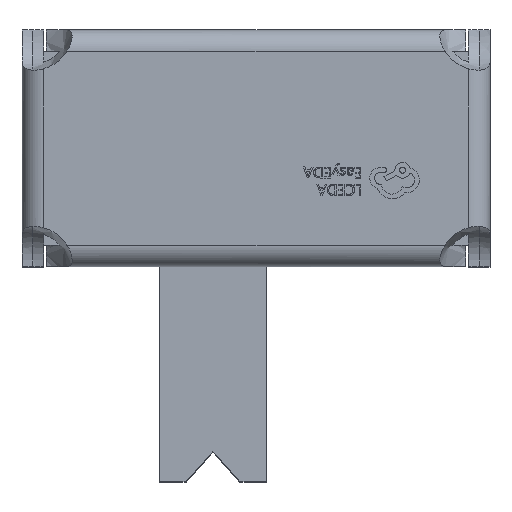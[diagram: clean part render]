
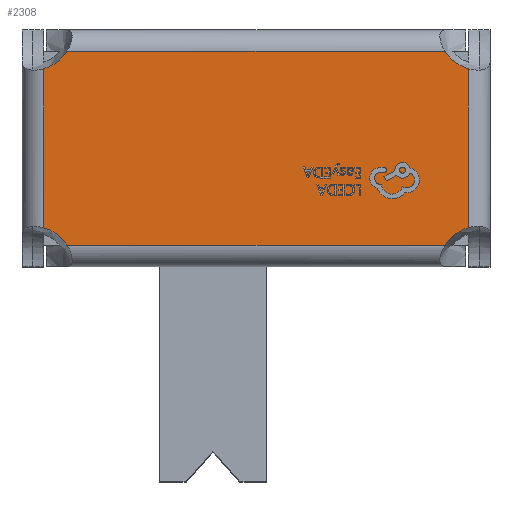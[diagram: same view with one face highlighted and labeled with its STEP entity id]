
A CAD part, top view. The second image highlights one B-rep face of the part: STEP entity #2308.
In plain terms, the highlighted planar face has unit normal (0, 0, 1).
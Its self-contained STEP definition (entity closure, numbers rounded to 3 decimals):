
#555 = VERTEX_POINT ( 'NONE', #15933 ) ;
#904 = ORIENTED_EDGE ( 'NONE', *, *, #16153, .T. ) ;
#1045 = CARTESIAN_POINT ( 'NONE',  ( 3.756, -1.508, 4.5 ) ) ;
#1095 = VERTEX_POINT ( 'NONE', #8622 ) ;
#1280 = DIRECTION ( 'NONE',  ( 0., 1., 0. ) ) ;
#1504 = LINE ( 'NONE', #6598, #3818 ) ;
#1953 = CARTESIAN_POINT ( 'NONE',  ( -3.531, -1.781, 4.5 ) ) ;
#2103 = LINE ( 'NONE', #7309, #12063 ) ;
#2308 = ADVANCED_FACE ( 'NONE', ( #5712 ), #12611, .T. ) ;
#2543 = CARTESIAN_POINT ( 'NONE',  ( -4.365, 2.219, 4.5 ) ) ;
#2678 = EDGE_CURVE ( 'NONE', #14230, #1095, #4234, .T. ) ;
#3818 = VECTOR ( 'NONE', #1280, 1000. ) ;
#3934 = EDGE_CURVE ( 'NONE', #16350, #11115, #19840, .T. ) ;
#4234 = B_SPLINE_CURVE_WITH_KNOTS ( 'NONE', 3,
 ( #9889, #21840, #9668, #11222 ),
 .UNSPECIFIED., .F., .F.,
 ( 4, 4 ),
 ( 0., 0.001 ),
 .UNSPECIFIED. ) ;
#5712 = FACE_OUTER_BOUND ( 'NONE', #22021, .T. ) ;
#5891 = DIRECTION ( 'NONE',  ( 1., 0., 0. ) ) ;
#5908 = EDGE_CURVE ( 'NONE', #17199, #555, #21811, .T. ) ;
#6245 = CARTESIAN_POINT ( 'NONE',  ( 3.935, -1.458, 4.5 ) ) ;
#6247 = ORIENTED_EDGE ( 'NONE', *, *, #5908, .T. ) ;
#6598 = CARTESIAN_POINT ( 'NONE',  ( -3.965, 2.219, 4.5 ) ) ;
#6632 = VECTOR ( 'NONE', #21221, 1000. ) ;
#6681 = ORIENTED_EDGE ( 'NONE', *, *, #17680, .F. ) ;
#7204 = DIRECTION ( 'NONE',  ( -1., 0., 0. ) ) ;
#7309 = CARTESIAN_POINT ( 'NONE',  ( -4.365, -1.781, 4.5 ) ) ;
#8026 = CARTESIAN_POINT ( 'NONE',  ( 3.6, 1.662, 4.5 ) ) ;
#8622 = CARTESIAN_POINT ( 'NONE',  ( -3.965, 1.496, 4.5 ) ) ;
#8897 = B_SPLINE_CURVE_WITH_KNOTS ( 'NONE', 3,
 ( #9959, #13197, #8026, #20433 ),
 .UNSPECIFIED., .F., .F.,
 ( 4, 4 ),
 ( 0., 0.001 ),
 .UNSPECIFIED. ) ;
#9149 = LINE ( 'NONE', #16030, #6632 ) ;
#9285 = ORIENTED_EDGE ( 'NONE', *, *, #20118, .F. ) ;
#9668 = CARTESIAN_POINT ( 'NONE',  ( -3.786, 1.546, 4.5 ) ) ;
#9765 = CARTESIAN_POINT ( 'NONE',  ( 3.501, -1.781, 4.5 ) ) ;
#9889 = CARTESIAN_POINT ( 'NONE',  ( -3.531, 1.819, 4.5 ) ) ;
#9959 = CARTESIAN_POINT ( 'NONE',  ( 3.935, 1.496, 4.5 ) ) ;
#10253 = CARTESIAN_POINT ( 'NONE',  ( -3.531, 1.819, 4.5 ) ) ;
#10328 = CARTESIAN_POINT ( 'NONE',  ( 3.935, 1.496, 4.5 ) ) ;
#11028 = CARTESIAN_POINT ( 'NONE',  ( -3.786, -1.508, 4.5 ) ) ;
#11115 = VERTEX_POINT ( 'NONE', #1953 ) ;
#11222 = CARTESIAN_POINT ( 'NONE',  ( -3.965, 1.496, 4.5 ) ) ;
#11610 = CARTESIAN_POINT ( 'NONE',  ( 3.501, 1.819, 4.5 ) ) ;
#12063 = VECTOR ( 'NONE', #7204, 1000. ) ;
#12078 = CARTESIAN_POINT ( 'NONE',  ( -3.965, -1.458, 4.5 ) ) ;
#12611 = PLANE ( 'NONE',  #17491 ) ;
#12659 = ORIENTED_EDGE ( 'NONE', *, *, #15180, .F. ) ;
#13051 = EDGE_CURVE ( 'NONE', #17199, #11115, #2103, .T. ) ;
#13126 = CARTESIAN_POINT ( 'NONE',  ( 3.6, -1.623, 4.5 ) ) ;
#13197 = CARTESIAN_POINT ( 'NONE',  ( 3.756, 1.546, 4.5 ) ) ;
#14057 = VECTOR ( 'NONE', #5891, 1000. ) ;
#14230 = VERTEX_POINT ( 'NONE', #10253 ) ;
#15180 = EDGE_CURVE ( 'NONE', #14230, #15460, #19791, .T. ) ;
#15460 = VERTEX_POINT ( 'NONE', #11610 ) ;
#15916 = ORIENTED_EDGE ( 'NONE', *, *, #3934, .T. ) ;
#15933 = CARTESIAN_POINT ( 'NONE',  ( 3.935, -1.458, 4.5 ) ) ;
#16030 = CARTESIAN_POINT ( 'NONE',  ( 3.935, 2.219, 4.5 ) ) ;
#16153 = EDGE_CURVE ( 'NONE', #22211, #15460, #8897, .T. ) ;
#16350 = VERTEX_POINT ( 'NONE', #20607 ) ;
#16690 = CARTESIAN_POINT ( 'NONE',  ( 3.501, -1.781, 4.5 ) ) ;
#17199 = VERTEX_POINT ( 'NONE', #16690 ) ;
#17491 = AXIS2_PLACEMENT_3D ( 'NONE', #2543, #19502, #17692 ) ;
#17680 = EDGE_CURVE ( 'NONE', #22211, #555, #9149, .T. ) ;
#17692 = DIRECTION ( 'NONE',  ( 1., 0., 0. ) ) ;
#17790 = CARTESIAN_POINT ( 'NONE',  ( -3.531, -1.781, 4.5 ) ) ;
#18116 = ORIENTED_EDGE ( 'NONE', *, *, #2678, .T. ) ;
#19260 = ORIENTED_EDGE ( 'NONE', *, *, #13051, .F. ) ;
#19502 = DIRECTION ( 'NONE',  ( 0., 0., 1. ) ) ;
#19791 = LINE ( 'NONE', #21159, #14057 ) ;
#19840 = B_SPLINE_CURVE_WITH_KNOTS ( 'NONE', 3,
 ( #12078, #11028, #22332, #17790 ),
 .UNSPECIFIED., .F., .F.,
 ( 4, 4 ),
 ( 0., 0.001 ),
 .UNSPECIFIED. ) ;
#20118 = EDGE_CURVE ( 'NONE', #16350, #1095, #1504, .T. ) ;
#20433 = CARTESIAN_POINT ( 'NONE',  ( 3.501, 1.819, 4.5 ) ) ;
#20607 = CARTESIAN_POINT ( 'NONE',  ( -3.965, -1.458, 4.5 ) ) ;
#21159 = CARTESIAN_POINT ( 'NONE',  ( -4.365, 1.819, 4.5 ) ) ;
#21221 = DIRECTION ( 'NONE',  ( 0., -1., 0. ) ) ;
#21811 = B_SPLINE_CURVE_WITH_KNOTS ( 'NONE', 3,
 ( #9765, #13126, #1045, #6245 ),
 .UNSPECIFIED., .F., .F.,
 ( 4, 4 ),
 ( 0., 0.001 ),
 .UNSPECIFIED. ) ;
#21840 = CARTESIAN_POINT ( 'NONE',  ( -3.63, 1.662, 4.5 ) ) ;
#22021 = EDGE_LOOP ( 'NONE', ( #9285, #15916, #19260, #6247, #6681, #904, #12659, #18116 ) ) ;
#22211 = VERTEX_POINT ( 'NONE', #10328 ) ;
#22332 = CARTESIAN_POINT ( 'NONE',  ( -3.63, -1.624, 4.5 ) ) ;
